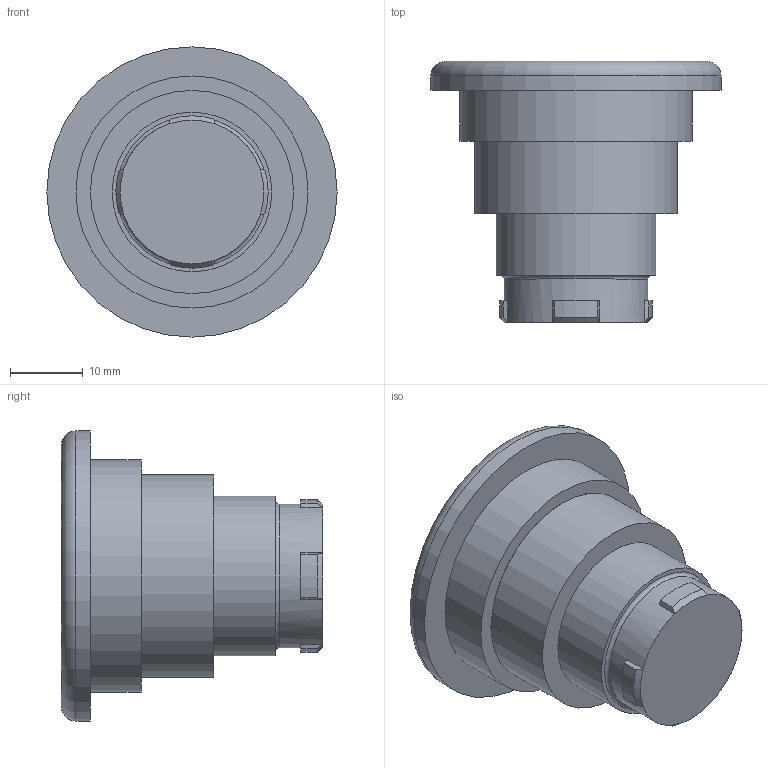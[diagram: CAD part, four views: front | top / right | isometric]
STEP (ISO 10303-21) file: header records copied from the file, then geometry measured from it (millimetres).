
FILE_DESCRIPTION(/* description */ ('STEP AP242','CAx-IF Rec.Pracs.---Representation and Presentation of Product Manufacturing Information (PMI)---4.0---2014-10-13','CAx-IF Rec.Pracs.---3D Tessellated Geometry---0.4---2014-09-14','2;1'),/* implementation_level */ '2;1');
FILE_NAME(/* name */ 'ECX 1221',/* time_stamp */ '2025-09-19T15:56:36+02:00',/* author */ ('License CC BY-ND 4.0'),/* organization */ ('CADENAS'),/* preprocessor_version */ 'ST-DEVELOPER v19.3',/* originating_system */ 'PARTsolutions',/* authorisation */ ' ');
FILE_SCHEMA (('AP242_MANAGED_MODEL_BASED_3D_ENGINEERING_MIM_LF { 1 0 10303 442 1 1 4 }'));
Length unit declared in the file: millimetre
Products named in the file (3): ECX 1221; ECX 1221(button); ECX 1221(illum2)
Assembly tree (2 placements, depth 2):
  ECX 1221
    ECX 1221(button)
    ECX 1221(illum2)
Bounding box: 40 x 36 x 40 mm (x, y, z)
Volume: 21869.6 mm3; surface area: 7799.9 mm2
Topology: 2 solids, 2 shells, 40 faces, 80 edges, 50 vertices
Faces by surface type: plane 22, cylinder 12, cone 4, torus 2
Full cylindrical faces by diameter (mm): 19.8 x1, 22 x1, 24 x1, 24.2 x1, 28 x2, 32 x1, 40 x1
Entity records: 1261 total; most frequent: CARTESIAN_POINT 185, DIRECTION 184, ORIENTED_EDGE 138, AXIS2_PLACEMENT_3D 80, EDGE_CURVE 69, EDGE_LOOP 56, FACE_BOUND 56, VERTEX_POINT 49
